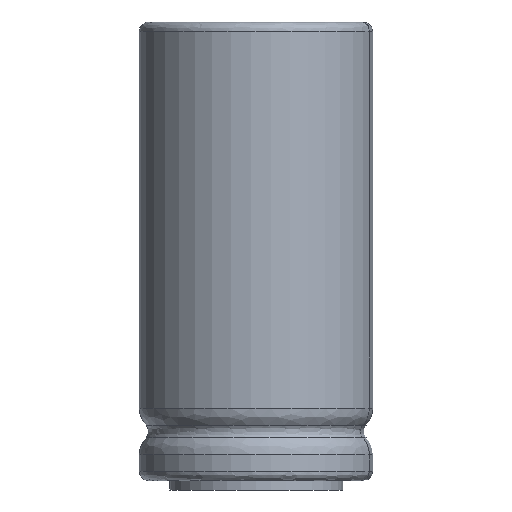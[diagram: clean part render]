
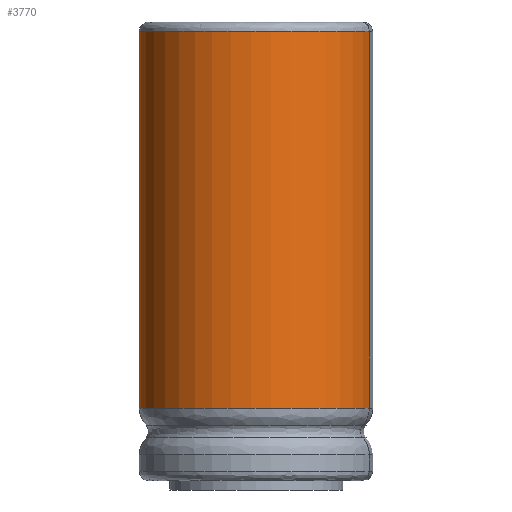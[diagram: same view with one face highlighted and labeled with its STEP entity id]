
A CAD part, front view. The second image highlights one B-rep face of the part: STEP entity #3770.
In plain terms, the highlighted cylindrical face has radius 5 mm (diameter 10 mm), a partial arc.
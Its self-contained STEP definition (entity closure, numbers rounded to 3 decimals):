
#391 = EDGE_CURVE ( 'NONE', #1512, #2237, #3511, .T. ) ;
#419 = DIRECTION ( 'NONE',  ( 0., 0., -1. ) ) ;
#547 = FACE_OUTER_BOUND ( 'NONE', #4027, .T. ) ;
#803 = EDGE_CURVE ( 'NONE', #4255, #1512, #1086, .T. ) ;
#905 = DIRECTION ( 'NONE',  ( 0., 0., -1. ) ) ;
#1086 = LINE ( 'NONE', #4576, #1608 ) ;
#1512 = VERTEX_POINT ( 'NONE', #4471 ) ;
#1523 = AXIS2_PLACEMENT_3D ( 'NONE', #1692, #4754, #4737 ) ;
#1530 = CARTESIAN_POINT ( 'NONE',  ( 0., 0., 19.6 ) ) ;
#1608 = VECTOR ( 'NONE', #5379, 1000. ) ;
#1626 = AXIS2_PLACEMENT_3D ( 'NONE', #2996, #419, #3470 ) ;
#1692 = CARTESIAN_POINT ( 'NONE',  ( 0., 0., 3.5 ) ) ;
#1697 = EDGE_CURVE ( 'NONE', #2237, #2139, #5649, .T. ) ;
#1761 = VECTOR ( 'NONE', #905, 1000. ) ;
#1875 = EDGE_CURVE ( 'NONE', #2139, #4255, #3276, .T. ) ;
#1992 = ORIENTED_EDGE ( 'NONE', *, *, #803, .T. ) ;
#1993 = DIRECTION ( 'NONE',  ( 0., 0., -1. ) ) ;
#2036 = CYLINDRICAL_SURFACE ( 'NONE', #3913, 5. ) ;
#2139 = VERTEX_POINT ( 'NONE', #4056 ) ;
#2148 = CARTESIAN_POINT ( 'NONE',  ( -5., 0., 19.6 ) ) ;
#2237 = VERTEX_POINT ( 'NONE', #3313 ) ;
#2841 = DIRECTION ( 'NONE',  ( -1., 0., 0. ) ) ;
#2996 = CARTESIAN_POINT ( 'NONE',  ( 0., 0., 19.6 ) ) ;
#3276 = CIRCLE ( 'NONE', #1523, 5. ) ;
#3313 = CARTESIAN_POINT ( 'NONE',  ( -5., 0., 19.6 ) ) ;
#3470 = DIRECTION ( 'NONE',  ( -1., 0., 0. ) ) ;
#3511 = CIRCLE ( 'NONE', #1626, 5. ) ;
#3770 = ADVANCED_FACE ( 'NONE', ( #547 ), #2036, .T. ) ;
#3882 = ORIENTED_EDGE ( 'NONE', *, *, #1697, .T. ) ;
#3913 = AXIS2_PLACEMENT_3D ( 'NONE', #1530, #1993, #2841 ) ;
#4027 = EDGE_LOOP ( 'NONE', ( #4607, #3882, #4945, #1992 ) ) ;
#4033 = CARTESIAN_POINT ( 'NONE',  ( 4.83, -1.294, 3.5 ) ) ;
#4056 = CARTESIAN_POINT ( 'NONE',  ( -5., 0., 3.5 ) ) ;
#4255 = VERTEX_POINT ( 'NONE', #4033 ) ;
#4471 = CARTESIAN_POINT ( 'NONE',  ( 4.83, -1.294, 19.6 ) ) ;
#4576 = CARTESIAN_POINT ( 'NONE',  ( 4.83, -1.294, 19.6 ) ) ;
#4607 = ORIENTED_EDGE ( 'NONE', *, *, #391, .T. ) ;
#4737 = DIRECTION ( 'NONE',  ( -1., 0., 0. ) ) ;
#4754 = DIRECTION ( 'NONE',  ( 0., 0., 1. ) ) ;
#4945 = ORIENTED_EDGE ( 'NONE', *, *, #1875, .T. ) ;
#5379 = DIRECTION ( 'NONE',  ( 0., 0., 1. ) ) ;
#5649 = LINE ( 'NONE', #2148, #1761 ) ;
